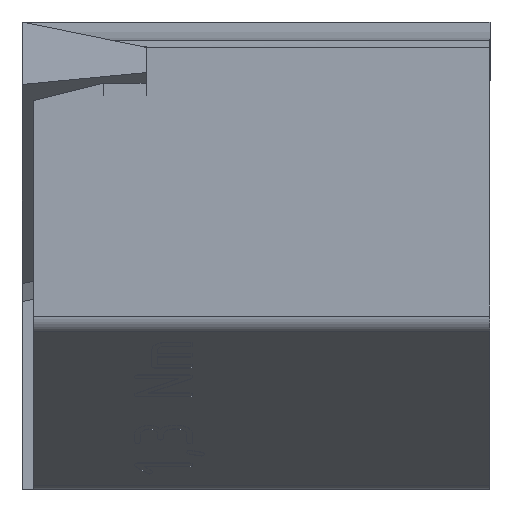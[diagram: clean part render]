
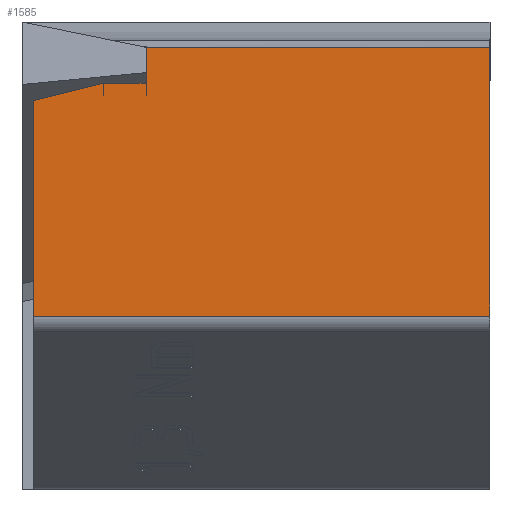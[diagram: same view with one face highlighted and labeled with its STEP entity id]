
A CAD part, left-side view. The second image highlights one B-rep face of the part: STEP entity #1585.
In plain terms, the highlighted planar face has unit normal (-1, 0, -0.018).
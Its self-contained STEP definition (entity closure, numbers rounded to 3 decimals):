
#93 = EDGE_CURVE ( 'Defeature ausgef�hrt1_13+Defeature ausgef�hrt1_21+Defeature ausgef�hrt1_17+Defeature ausgef�hrt1_29', #3635, #3648, #1116, .T. ) ;
#98 = CARTESIAN_POINT ( 'NONE',  ( -0.012, -12., 0.011 ) ) ;
#107 = DIRECTION ( 'NONE',  ( 0.017, 0., -1. ) ) ;
#119 = PLANE ( 'NONE',  #3070 ) ;
#155 = VECTOR ( 'NONE', #2671, 1000. ) ;
#181 = EDGE_CURVE ( 'Defeature ausgef�hrt1_24+Defeature ausgef�hrt1_13+Defeature ausgef�hrt1_1+Defeature ausgef�hrt1_26', #3191, #1919, #4602, .T. ) ;
#208 = FACE_OUTER_BOUND ( 'NONE', #3760, .T. ) ;
#218 = EDGE_CURVE ( 'Defeature ausgef�hrt1_29+Defeature ausgef�hrt1_13+Defeature ausgef�hrt1_3+Defeature ausgef�hrt1_21', #4204, #3648, #3414, .T. ) ;
#233 = DIRECTION ( 'NONE',  ( -0.017, 0., 1. ) ) ;
#359 = VECTOR ( 'NONE', #1006, 1000. ) ;
#393 = CARTESIAN_POINT ( 'NONE',  ( 0., 129.411, -0.652 ) ) ;
#588 = EDGE_CURVE ( 'Defeature ausgef�hrt1_13+Defeature ausgef�hrt1_4+Defeature ausgef�hrt1_29+Defeature ausgef�hrt1_26', #4204, #4289, #3781, .T. ) ;
#726 = VERTEX_POINT ( 'NONE', #3630 ) ;
#856 = DIRECTION ( 'NONE',  ( -0.004, -0.97, 0.243 ) ) ;
#881 = CARTESIAN_POINT ( 'NONE',  ( 0., -3.18, -0.652 ) ) ;
#930 = EDGE_CURVE ( 'Defeature ausgef�hrt1_13+Defeature ausgef�hrt1_26+Defeature ausgef�hrt1_4+Defeature ausgef�hrt1_24', #4289, #1919, #1229, .T. ) ;
#1006 = DIRECTION ( 'NONE',  ( 0., -1., 0. ) ) ;
#1116 = LINE ( 'NONE', #98, #2187 ) ;
#1188 = CARTESIAN_POINT ( 'NONE',  ( 0.016, -3.18, -1.566 ) ) ;
#1229 = LINE ( 'NONE', #1461, #155 ) ;
#1238 = VECTOR ( 'NONE', #3607, 1000. ) ;
#1285 = DIRECTION ( 'NONE',  ( 0., -1., 0. ) ) ;
#1303 = VECTOR ( 'NONE', #2643, 1000. ) ;
#1311 = ORIENTED_EDGE ( 'NONE', *, *, #93, .T. ) ;
#1325 = CARTESIAN_POINT ( 'NONE',  ( 0.108, -3.18, -6.822 ) ) ;
#1461 = CARTESIAN_POINT ( 'NONE',  ( 0.108, -3.18, -6.822 ) ) ;
#1483 = ORIENTED_EDGE ( 'NONE', *, *, #930, .T. ) ;
#1585 = ADVANCED_FACE ( 'Defeature ausgef�hrt1_13', ( #208 ), #119, .F. ) ;
#1642 = CARTESIAN_POINT ( 'NONE',  ( 0., -12., -0.652 ) ) ;
#1653 = ORIENTED_EDGE ( 'NONE', *, *, #218, .F. ) ;
#1836 = VECTOR ( 'NONE', #856, 1000. ) ;
#1902 = CARTESIAN_POINT ( 'NONE',  ( 0.024, -0.3, -2.016 ) ) ;
#1911 = DIRECTION ( 'NONE',  ( 0.017, 0., -1. ) ) ;
#1919 = VERTEX_POINT ( 'NONE', #3240 ) ;
#2053 = CARTESIAN_POINT ( 'NONE',  ( 0.12, -12., -7.539 ) ) ;
#2093 = ORIENTED_EDGE ( 'NONE', *, *, #5030, .F. ) ;
#2187 = VECTOR ( 'NONE', #233, 1000. ) ;
#2324 = EDGE_CURVE ( 'Defeature ausgef�hrt1_1+Defeature ausgef�hrt1_13+Defeature ausgef�hrt1_108+Defeature ausgef�hrt1_24', #3091, #3191, #3935, .T. ) ;
#2325 = CARTESIAN_POINT ( 'NONE',  ( 0.016, -2.099, -1.566 ) ) ;
#2329 = CARTESIAN_POINT ( 'NONE',  ( 0.011, -3.18, -1.296 ) ) ;
#2507 = ORIENTED_EDGE ( 'NONE', *, *, #4604, .T. ) ;
#2643 = DIRECTION ( 'NONE',  ( 0., -1., 0. ) ) ;
#2671 = DIRECTION ( 'NONE',  ( 0.017, 0., -1. ) ) ;
#2683 = ORIENTED_EDGE ( 'NONE', *, *, #181, .F. ) ;
#2750 = VECTOR ( 'NONE', #107, 1000. ) ;
#2987 = VECTOR ( 'NONE', #1285, 1000. ) ;
#3070 = AXIS2_PLACEMENT_3D ( 'NONE', #5103, #4473, #1911 ) ;
#3091 = VERTEX_POINT ( 'NONE', #1902 ) ;
#3191 = VERTEX_POINT ( 'NONE', #2325 ) ;
#3240 = CARTESIAN_POINT ( 'NONE',  ( 0.016, -3.18, -1.566 ) ) ;
#3256 = ORIENTED_EDGE ( 'NONE', *, *, #588, .T. ) ;
#3414 = LINE ( 'NONE', #393, #1303 ) ;
#3599 = LINE ( 'NONE', #4019, #1238 ) ;
#3607 = DIRECTION ( 'NONE',  ( -0.017, 0., 1. ) ) ;
#3612 = CARTESIAN_POINT ( 'NONE',  ( 0.12, 129.411, -7.539 ) ) ;
#3630 = CARTESIAN_POINT ( 'NONE',  ( 0.12, -0.3, -7.539 ) ) ;
#3635 = VERTEX_POINT ( 'NONE', #2053 ) ;
#3648 = VERTEX_POINT ( 'NONE', #1642 ) ;
#3760 = EDGE_LOOP ( 'NONE', ( #2093, #2507, #1311, #1653, #3256, #1483, #2683, #5011 ) ) ;
#3781 = LINE ( 'NONE', #1325, #2750 ) ;
#3935 = LINE ( 'NONE', #4511, #1836 ) ;
#4019 = CARTESIAN_POINT ( 'NONE',  ( 0.124, -0.3, -7.777 ) ) ;
#4044 = LINE ( 'NONE', #3612, #2987 ) ;
#4204 = VERTEX_POINT ( 'NONE', #881 ) ;
#4289 = VERTEX_POINT ( 'NONE', #2329 ) ;
#4473 = DIRECTION ( 'NONE',  ( 1., 0., 0.017 ) ) ;
#4511 = CARTESIAN_POINT ( 'NONE',  ( 0.03, 1.11, -2.368 ) ) ;
#4602 = LINE ( 'NONE', #1188, #359 ) ;
#4604 = EDGE_CURVE ( 'Defeature ausgef�hrt1_13+Defeature ausgef�hrt1_17+Defeature ausgef�hrt1_108+Defeature ausgef�hrt1_21', #726, #3635, #4044, .T. ) ;
#5011 = ORIENTED_EDGE ( 'NONE', *, *, #2324, .F. ) ;
#5030 = EDGE_CURVE ( 'Defeature ausgef�hrt1_108+Defeature ausgef�hrt1_13+Defeature ausgef�hrt1_17+Defeature ausgef�hrt1_1', #726, #3091, #3599, .T. ) ;
#5103 = CARTESIAN_POINT ( 'NONE',  ( 0.124, 129.411, -7.777 ) ) ;
